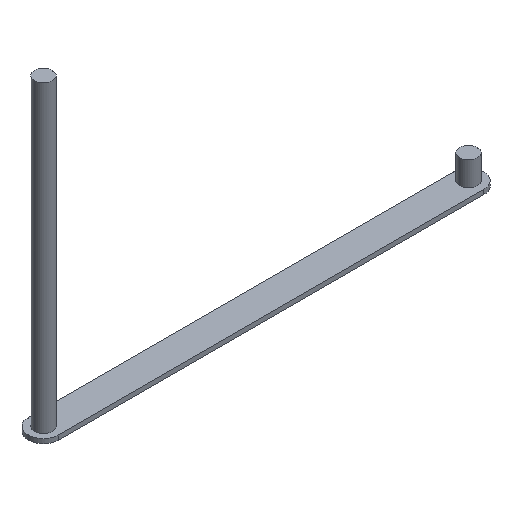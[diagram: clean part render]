
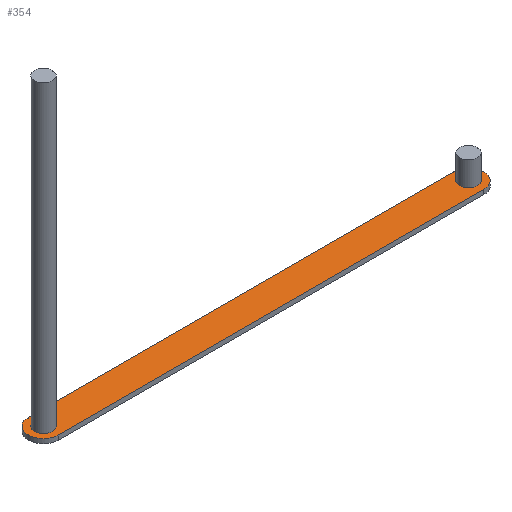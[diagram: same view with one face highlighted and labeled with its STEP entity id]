
A CAD part, isometric view. The second image highlights one B-rep face of the part: STEP entity #354.
In plain terms, the highlighted planar face has unit normal (0, 0, 1).
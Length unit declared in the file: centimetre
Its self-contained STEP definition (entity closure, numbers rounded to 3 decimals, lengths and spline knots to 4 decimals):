
#2 = EDGE_LOOP ( 'NONE', ( #327, #294 ) ) ;
#6 = CARTESIAN_POINT ( 'NONE',  ( 14.295, 0., 0.15 ) ) ;
#7 = CIRCLE ( 'NONE', #151, 0.295 ) ;
#8 = CARTESIAN_POINT ( 'NONE',  ( 14., 0., 0.15 ) ) ;
#11 = CARTESIAN_POINT ( 'NONE',  ( 0., 0., 0.15 ) ) ;
#13 = DIRECTION ( 'NONE',  ( 1., 0., 0. ) ) ;
#15 = VECTOR ( 'NONE', #171, 100. ) ;
#31 = LINE ( 'NONE', #291, #15 ) ;
#38 = DIRECTION ( 'NONE',  ( 1., 0., 0. ) ) ;
#54 = ORIENTED_EDGE ( 'NONE', *, *, #244, .T. ) ;
#55 = DIRECTION ( 'NONE',  ( 0., 0., 1. ) ) ;
#66 = CARTESIAN_POINT ( 'NONE',  ( 0., 0., 0.15 ) ) ;
#74 = CARTESIAN_POINT ( 'NONE',  ( 0., -0.5, 0.15 ) ) ;
#77 = AXIS2_PLACEMENT_3D ( 'NONE', #287, #83, #402 ) ;
#83 = DIRECTION ( 'NONE',  ( 0., 0., 1. ) ) ;
#87 = LINE ( 'NONE', #150, #369 ) ;
#88 = EDGE_LOOP ( 'NONE', ( #91, #160, #243, #54, #100 ) ) ;
#91 = ORIENTED_EDGE ( 'NONE', *, *, #149, .T. ) ;
#93 = VERTEX_POINT ( 'NONE', #367 ) ;
#94 = DIRECTION ( 'NONE',  ( 0., 0., 1. ) ) ;
#97 = EDGE_CURVE ( 'NONE', #252, #157, #7, .T. ) ;
#98 = CARTESIAN_POINT ( 'NONE',  ( 0., 0., 0.15 ) ) ;
#100 = ORIENTED_EDGE ( 'NONE', *, *, #398, .T. ) ;
#103 = VERTEX_POINT ( 'NONE', #74 ) ;
#109 = CARTESIAN_POINT ( 'NONE',  ( 0.295, 0., 0.15 ) ) ;
#112 = DIRECTION ( 'NONE',  ( 1., 0., 0. ) ) ;
#118 = CIRCLE ( 'NONE', #238, 0.5 ) ;
#121 = CARTESIAN_POINT ( 'NONE',  ( 14., -0.5, 0.15 ) ) ;
#128 = VERTEX_POINT ( 'NONE', #301 ) ;
#142 = DIRECTION ( 'NONE',  ( 1., 0., 0. ) ) ;
#144 = EDGE_CURVE ( 'NONE', #155, #128, #388, .T. ) ;
#145 = DIRECTION ( 'NONE',  ( 1., 0., 0. ) ) ;
#148 = DIRECTION ( 'NONE',  ( 0., 0., 1. ) ) ;
#149 = EDGE_CURVE ( 'NONE', #280, #93, #118, .T. ) ;
#150 = CARTESIAN_POINT ( 'NONE',  ( 0., -0.5, 0.15 ) ) ;
#151 = AXIS2_PLACEMENT_3D ( 'NONE', #8, #399, #142 ) ;
#153 = DIRECTION ( 'NONE',  ( 0., 0., 1. ) ) ;
#155 = VERTEX_POINT ( 'NONE', #109 ) ;
#157 = VERTEX_POINT ( 'NONE', #6 ) ;
#159 = CARTESIAN_POINT ( 'NONE',  ( 0., 0.5, 0.15 ) ) ;
#160 = ORIENTED_EDGE ( 'NONE', *, *, #198, .T. ) ;
#171 = DIRECTION ( 'NONE',  ( -1., 0., 0. ) ) ;
#174 = DIRECTION ( 'NONE',  ( 0., 0., 1. ) ) ;
#181 = CARTESIAN_POINT ( 'NONE',  ( 0., 0., 0.15 ) ) ;
#184 = DIRECTION ( 'NONE',  ( 1., 0., 0. ) ) ;
#189 = VERTEX_POINT ( 'NONE', #121 ) ;
#194 = ORIENTED_EDGE ( 'NONE', *, *, #144, .F. ) ;
#198 = EDGE_CURVE ( 'NONE', #93, #103, #321, .T. ) ;
#207 = PLANE ( 'NONE',  #239 ) ;
#208 = AXIS2_PLACEMENT_3D ( 'NONE', #11, #331, #38 ) ;
#233 = EDGE_CURVE ( 'NONE', #103, #189, #87, .T. ) ;
#238 = AXIS2_PLACEMENT_3D ( 'NONE', #181, #174, #145 ) ;
#239 = AXIS2_PLACEMENT_3D ( 'NONE', #66, #94, #260 ) ;
#242 = DIRECTION ( 'NONE',  ( 1., 0., 0. ) ) ;
#243 = ORIENTED_EDGE ( 'NONE', *, *, #233, .T. ) ;
#244 = EDGE_CURVE ( 'NONE', #189, #415, #323, .T. ) ;
#252 = VERTEX_POINT ( 'NONE', #255 ) ;
#255 = CARTESIAN_POINT ( 'NONE',  ( 13.705, 0., 0.15 ) ) ;
#259 = CARTESIAN_POINT ( 'NONE',  ( 14., 0.5, 0.15 ) ) ;
#260 = DIRECTION ( 'NONE',  ( 1., 0., 0. ) ) ;
#274 = CIRCLE ( 'NONE', #357, 0.295 ) ;
#279 = CARTESIAN_POINT ( 'NONE',  ( 0., 0., 0.15 ) ) ;
#280 = VERTEX_POINT ( 'NONE', #159 ) ;
#281 = CARTESIAN_POINT ( 'NONE',  ( 14., 0., 0.15 ) ) ;
#287 = CARTESIAN_POINT ( 'NONE',  ( 14., 0., 0.15 ) ) ;
#291 = CARTESIAN_POINT ( 'NONE',  ( 0., 0.5, 0.15 ) ) ;
#294 = ORIENTED_EDGE ( 'NONE', *, *, #295, .F. ) ;
#295 = EDGE_CURVE ( 'NONE', #157, #252, #274, .T. ) ;
#301 = CARTESIAN_POINT ( 'NONE',  ( -0.295, 0., 0.15 ) ) ;
#313 = AXIS2_PLACEMENT_3D ( 'NONE', #98, #55, #242 ) ;
#321 = CIRCLE ( 'NONE', #391, 0.5 ) ;
#323 = CIRCLE ( 'NONE', #77, 0.5 ) ;
#327 = ORIENTED_EDGE ( 'NONE', *, *, #97, .F. ) ;
#331 = DIRECTION ( 'NONE',  ( 0., 0., 1. ) ) ;
#335 = CIRCLE ( 'NONE', #313, 0.295 ) ;
#354 = ADVANCED_FACE ( 'NONE', ( #386, #392, #358 ), #207, .T. ) ;
#357 = AXIS2_PLACEMENT_3D ( 'NONE', #281, #148, #112 ) ;
#358 = FACE_OUTER_BOUND ( 'NONE', #88, .T. ) ;
#367 = CARTESIAN_POINT ( 'NONE',  ( -0.5, 0., 0.15 ) ) ;
#369 = VECTOR ( 'NONE', #13, 100. ) ;
#372 = EDGE_CURVE ( 'NONE', #128, #155, #335, .T. ) ;
#381 = ORIENTED_EDGE ( 'NONE', *, *, #372, .F. ) ;
#386 = FACE_BOUND ( 'NONE', #2, .T. ) ;
#388 = CIRCLE ( 'NONE', #208, 0.295 ) ;
#390 = EDGE_LOOP ( 'NONE', ( #381, #194 ) ) ;
#391 = AXIS2_PLACEMENT_3D ( 'NONE', #279, #153, #184 ) ;
#392 = FACE_BOUND ( 'NONE', #390, .T. ) ;
#398 = EDGE_CURVE ( 'NONE', #415, #280, #31, .T. ) ;
#399 = DIRECTION ( 'NONE',  ( 0., 0., 1. ) ) ;
#402 = DIRECTION ( 'NONE',  ( 1., 0., 0. ) ) ;
#415 = VERTEX_POINT ( 'NONE', #259 ) ;
